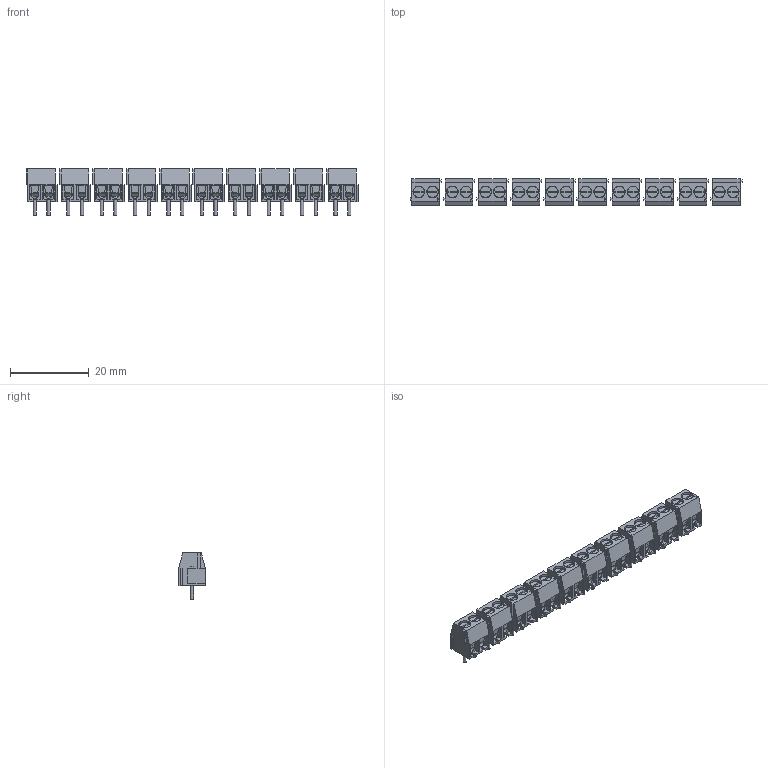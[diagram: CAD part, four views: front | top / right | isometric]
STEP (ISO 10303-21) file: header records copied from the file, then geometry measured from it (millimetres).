
FILE_DESCRIPTION(('STEP AP214'), '1');
FILE_NAME('KPP_350', '2019-02-20T19:53:23', (''), (''), 'ASCON STEP Converter 1.3', 'ASCON Math Kernel', '');
FILE_SCHEMA(('AUTOMOTIVE_DESIGN { 1 0 10303 214 3 1 1}'));
Length unit declared in the file: millimetre
Products named in the file (1): User Library-DG350-3,5-02P
Bounding box: 84.58 x 6.8 x 11.8 mm (x, y, z)
Volume: 3111.4 mm3; surface area: 7863 mm2
Topology: 50 solids, 50 shells, 1440 faces, 3360 edges, 2060 vertices
Faces by surface type: plane 1200, cylinder 200, bspline 40
Full cylindrical faces by diameter (mm): 0.8 x20, 2 x20, 2.8 x20, 3 x20
Entity records: 53537 total; most frequent: CARTESIAN_POINT 9221, ORIENTED_EDGE 6560, DIRECTION 6442, EDGE_CURVE 3280, LINE 2760, VECTOR 2760, VERTEX_POINT 2060, AXIS2_PLACEMENT_3D 1841
